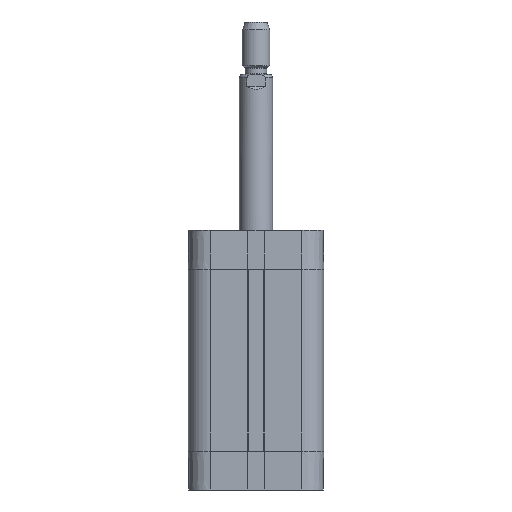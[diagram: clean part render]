
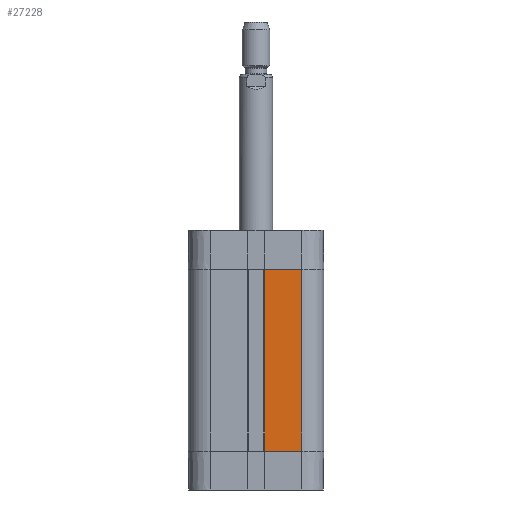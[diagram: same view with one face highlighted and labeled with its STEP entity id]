
A CAD part, left-side view. The second image highlights one B-rep face of the part: STEP entity #27228.
In plain terms, the highlighted planar face has unit normal (-1, 0, 0).
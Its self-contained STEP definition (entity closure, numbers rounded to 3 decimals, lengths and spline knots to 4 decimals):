
#1280=PLANE($,#28402);
#3397=LINE($,#54759,#5436);
#3432=LINE($,#54888,#5471);
#3434=LINE($,#54894,#5473);
#3435=LINE($,#54895,#5474);
#5436=VECTOR($,#32486,1.34);
#5471=VECTOR($,#32593,6.58);
#5473=VECTOR($,#32599,6.58);
#5474=VECTOR($,#32600,1.34);
#7198=FACE_OUTER_BOUND($,#8897,.T.);
#8897=EDGE_LOOP($,(#25281,#25282,#25283,#25284));
#13509=VERTEX_POINT($,#54756);
#13510=VERTEX_POINT($,#54758);
#13568=VERTEX_POINT($,#54887);
#13570=VERTEX_POINT($,#54893);
#17435=EDGE_CURVE($,#13509,#13510,#3397,.T.);
#17500=EDGE_CURVE($,#13510,#13568,#3432,.T.);
#17503=EDGE_CURVE($,#13509,#13570,#3434,.T.);
#17504=EDGE_CURVE($,#13570,#13568,#3435,.T.);
#25281=ORIENTED_EDGE($,*,*,#17500,.F.);
#25282=ORIENTED_EDGE($,*,*,#17435,.F.);
#25283=ORIENTED_EDGE($,*,*,#17503,.T.);
#25284=ORIENTED_EDGE($,*,*,#17504,.T.);
#27228=ADVANCED_FACE($,(#7198),#1280,.T.);
#28402=AXIS2_PLACEMENT_3D($,#54892,#32597,#32598);
#32486=DIRECTION($,(0.,1.,0.));
#32593=DIRECTION($,(0.,0.,1.));
#32597=DIRECTION('center_axis',(-1.,0.,0.));
#32598=DIRECTION('ref_axis',(0.,0.,-1.));
#32599=DIRECTION($,(0.,0.,1.));
#32600=DIRECTION($,(0.,1.,0.));
#54756=CARTESIAN_POINT('',(-2.45,-1.65,-6.59));
#54758=CARTESIAN_POINT('',(-2.45,-0.31,-6.59));
#54759=CARTESIAN_POINT($,(-2.45,-1.65,-6.59));
#54887=CARTESIAN_POINT('',(-2.45,-0.31,-0.01));
#54888=CARTESIAN_POINT($,(-2.45,-0.31,-6.59));
#54892=CARTESIAN_POINT('Origin',(-2.45,-1.65,-6.59));
#54893=CARTESIAN_POINT('',(-2.45,-1.65,-0.01));
#54894=CARTESIAN_POINT($,(-2.45,-1.65,-6.59));
#54895=CARTESIAN_POINT($,(-2.45,-1.65,-0.01));
